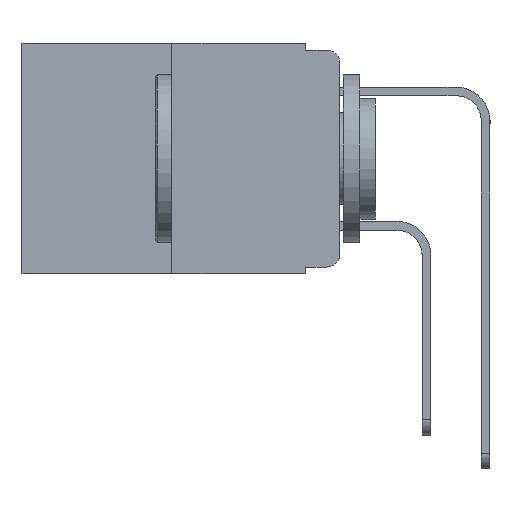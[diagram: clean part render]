
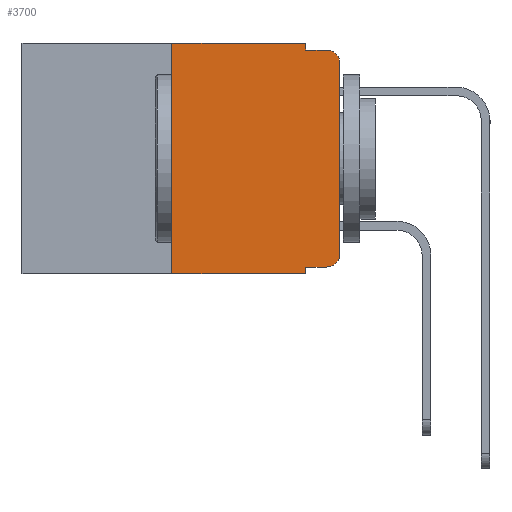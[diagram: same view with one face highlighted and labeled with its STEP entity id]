
A CAD part, left-side view. The second image highlights one B-rep face of the part: STEP entity #3700.
In plain terms, the highlighted planar face has unit normal (-1, 0, 0).
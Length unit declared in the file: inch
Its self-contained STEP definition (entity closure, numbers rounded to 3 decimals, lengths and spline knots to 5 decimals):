
#100 = CARTESIAN_POINT ( 'NONE',  ( 0., 0.051, -0.333 ) ) ;
#217 = LINE ( 'NONE', #17735, #12633 ) ;
#287 = CARTESIAN_POINT ( 'NONE',  ( 0., 0.473, 0. ) ) ;
#410 = VERTEX_POINT ( 'NONE', #711 ) ;
#711 = CARTESIAN_POINT ( 'NONE',  ( 0., 0.02, -0.01 ) ) ;
#812 = PLANE ( 'NONE',  #1095 ) ;
#835 = VECTOR ( 'NONE', #14383, 39.37008 ) ;
#907 = DIRECTION ( 'NONE',  ( 1., 0., 0. ) ) ;
#980 = DIRECTION ( 'NONE',  ( 0., 0., -1. ) ) ;
#1095 = AXIS2_PLACEMENT_3D ( 'NONE', #9980, #907, #980 ) ;
#1130 = ORIENTED_EDGE ( 'NONE', *, *, #13680, .T. ) ;
#1181 = VERTEX_POINT ( 'NONE', #12050 ) ;
#1534 = CARTESIAN_POINT ( 'NONE',  ( 0., 0.25, -0.343 ) ) ;
#1884 = VECTOR ( 'NONE', #16292, 39.37008 ) ;
#2206 = EDGE_CURVE ( 'NONE', #14033, #11807, #217, .T. ) ;
#2710 = DIRECTION ( 'NONE',  ( 0., -1., 0. ) ) ;
#2864 = VERTEX_POINT ( 'NONE', #18402 ) ;
#2971 = CARTESIAN_POINT ( 'NONE',  ( 0., 0.25, 0. ) ) ;
#3091 = VECTOR ( 'NONE', #2710, 39.37008 ) ;
#3248 = EDGE_CURVE ( 'NONE', #5509, #13916, #14762, .T. ) ;
#3324 = ORIENTED_EDGE ( 'NONE', *, *, #10529, .F. ) ;
#3695 = CIRCLE ( 'NONE', #18250, 0.02 ) ;
#3700 = ADVANCED_FACE ( 'NONE', ( #14259 ), #812, .F. ) ;
#3850 = AXIS2_PLACEMENT_3D ( 'NONE', #14847, #5531, #16351 ) ;
#4366 = DIRECTION ( 'NONE',  ( 0., -1., 0. ) ) ;
#4714 = VERTEX_POINT ( 'NONE', #14994 ) ;
#5509 = VERTEX_POINT ( 'NONE', #1534 ) ;
#5531 = DIRECTION ( 'NONE',  ( -1., 0., 0. ) ) ;
#5645 = EDGE_CURVE ( 'NONE', #13916, #4714, #7387, .T. ) ;
#5648 = ORIENTED_EDGE ( 'NONE', *, *, #3248, .F. ) ;
#5869 = CARTESIAN_POINT ( 'NONE',  ( 0., 0.25, 0. ) ) ;
#6056 = VERTEX_POINT ( 'NONE', #12047 ) ;
#6178 = ORIENTED_EDGE ( 'NONE', *, *, #6369, .F. ) ;
#6179 = VECTOR ( 'NONE', #4366, 39.37008 ) ;
#6244 = ORIENTED_EDGE ( 'NONE', *, *, #17728, .T. ) ;
#6369 = EDGE_CURVE ( 'NONE', #4714, #8017, #15783, .T. ) ;
#6672 = DIRECTION ( 'NONE',  ( 0., 0., -1. ) ) ;
#7387 = LINE ( 'NONE', #287, #10997 ) ;
#7472 = CARTESIAN_POINT ( 'NONE',  ( 0., 0.051, -0.333 ) ) ;
#8017 = VERTEX_POINT ( 'NONE', #10679 ) ;
#8169 = CARTESIAN_POINT ( 'NONE',  ( 0., 0.02, -0.313 ) ) ;
#9482 = ORIENTED_EDGE ( 'NONE', *, *, #18119, .T. ) ;
#9702 = DIRECTION ( 'NONE',  ( 0., 0., -1. ) ) ;
#9957 = ORIENTED_EDGE ( 'NONE', *, *, #2206, .F. ) ;
#9980 = CARTESIAN_POINT ( 'NONE',  ( 0., 0.473, 0. ) ) ;
#10084 = CARTESIAN_POINT ( 'NONE',  ( 0., 0.051, -0.343 ) ) ;
#10190 = ORIENTED_EDGE ( 'NONE', *, *, #17082, .T. ) ;
#10446 = CARTESIAN_POINT ( 'NONE',  ( 0., 0.473, -0.343 ) ) ;
#10529 = EDGE_CURVE ( 'NONE', #8017, #410, #19494, .T. ) ;
#10679 = CARTESIAN_POINT ( 'NONE',  ( 0., 0.051, -0.01 ) ) ;
#10997 = VECTOR ( 'NONE', #12736, 39.37008 ) ;
#11063 = EDGE_CURVE ( 'NONE', #5509, #11807, #18545, .T. ) ;
#11713 = VECTOR ( 'NONE', #6672, 39.37008 ) ;
#11807 = VERTEX_POINT ( 'NONE', #10084 ) ;
#11872 = VECTOR ( 'NONE', #15461, 39.37008 ) ;
#12047 = CARTESIAN_POINT ( 'NONE',  ( 0., 0.02, -0.333 ) ) ;
#12050 = CARTESIAN_POINT ( 'NONE',  ( 0., 0., -0.03 ) ) ;
#12234 = ORIENTED_EDGE ( 'NONE', *, *, #5645, .F. ) ;
#12633 = VECTOR ( 'NONE', #18226, 39.37008 ) ;
#12736 = DIRECTION ( 'NONE',  ( 0., -1., 0. ) ) ;
#12835 = CARTESIAN_POINT ( 'NONE',  ( 0., 0., 0. ) ) ;
#12855 = CARTESIAN_POINT ( 'NONE',  ( 0., 0.051, 0. ) ) ;
#12949 = ORIENTED_EDGE ( 'NONE', *, *, #11063, .T. ) ;
#13680 = EDGE_CURVE ( 'NONE', #1181, #410, #17499, .T. ) ;
#13916 = VERTEX_POINT ( 'NONE', #2971 ) ;
#14033 = VERTEX_POINT ( 'NONE', #100 ) ;
#14259 = FACE_OUTER_BOUND ( 'NONE', #19724, .T. ) ;
#14383 = DIRECTION ( 'NONE',  ( 0., 0., 1. ) ) ;
#14455 = LINE ( 'NONE', #7472, #6179 ) ;
#14762 = LINE ( 'NONE', #5869, #1884 ) ;
#14847 = CARTESIAN_POINT ( 'NONE',  ( 0., 0.02, -0.03 ) ) ;
#14994 = CARTESIAN_POINT ( 'NONE',  ( 0., 0.051, 0. ) ) ;
#15461 = DIRECTION ( 'NONE',  ( 0., -1., 0. ) ) ;
#15783 = LINE ( 'NONE', #12855, #11713 ) ;
#16292 = DIRECTION ( 'NONE',  ( 0., 0., 1. ) ) ;
#16351 = DIRECTION ( 'NONE',  ( 0., 0., -1. ) ) ;
#17082 = EDGE_CURVE ( 'NONE', #6056, #2864, #3695, .T. ) ;
#17262 = LINE ( 'NONE', #12835, #835 ) ;
#17499 = CIRCLE ( 'NONE', #3850, 0.02 ) ;
#17728 = EDGE_CURVE ( 'NONE', #2864, #1181, #17262, .T. ) ;
#17735 = CARTESIAN_POINT ( 'NONE',  ( 0., 0.051, 0. ) ) ;
#18119 = EDGE_CURVE ( 'NONE', #14033, #6056, #14455, .T. ) ;
#18226 = DIRECTION ( 'NONE',  ( 0., 0., -1. ) ) ;
#18250 = AXIS2_PLACEMENT_3D ( 'NONE', #8169, #18907, #9702 ) ;
#18402 = CARTESIAN_POINT ( 'NONE',  ( 0., 0., -0.313 ) ) ;
#18525 = CARTESIAN_POINT ( 'NONE',  ( 0., 0.051, -0.01 ) ) ;
#18545 = LINE ( 'NONE', #10446, #3091 ) ;
#18907 = DIRECTION ( 'NONE',  ( -1., 0., 0. ) ) ;
#19494 = LINE ( 'NONE', #18525, #11872 ) ;
#19724 = EDGE_LOOP ( 'NONE', ( #6244, #1130, #3324, #6178, #12234, #5648, #12949, #9957, #9482, #10190 ) ) ;
